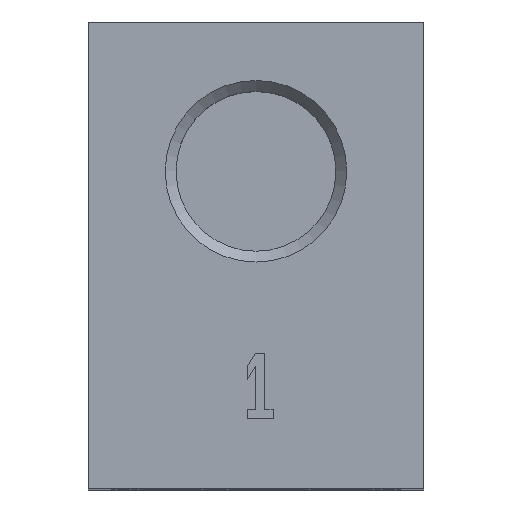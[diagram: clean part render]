
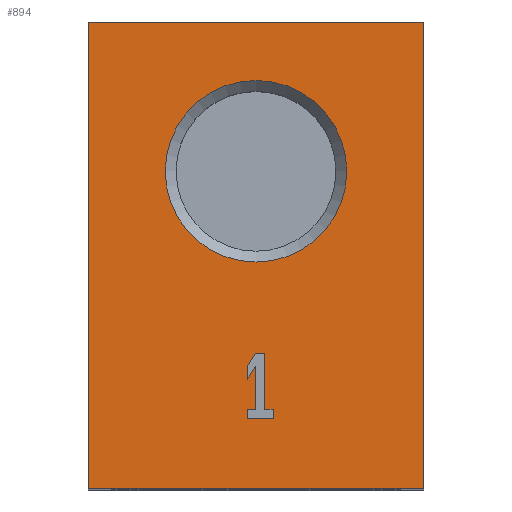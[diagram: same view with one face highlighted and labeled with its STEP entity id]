
A CAD part, top view. The second image highlights one B-rep face of the part: STEP entity #894.
In plain terms, the highlighted planar face has unit normal (0, 0, 1).
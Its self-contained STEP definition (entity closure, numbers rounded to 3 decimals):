
#52=CIRCLE('',#975,4.864);
#109=ORIENTED_EDGE('',*,*,#351,.F.);
#110=ORIENTED_EDGE('',*,*,#352,.F.);
#111=ORIENTED_EDGE('',*,*,#353,.F.);
#112=ORIENTED_EDGE('',*,*,#354,.F.);
#113=ORIENTED_EDGE('',*,*,#355,.F.);
#114=ORIENTED_EDGE('',*,*,#356,.F.);
#115=ORIENTED_EDGE('',*,*,#357,.F.);
#116=ORIENTED_EDGE('',*,*,#358,.F.);
#117=ORIENTED_EDGE('',*,*,#359,.F.);
#118=ORIENTED_EDGE('',*,*,#360,.F.);
#119=ORIENTED_EDGE('',*,*,#361,.F.);
#120=ORIENTED_EDGE('',*,*,#362,.T.);
#121=ORIENTED_EDGE('',*,*,#363,.T.);
#122=ORIENTED_EDGE('',*,*,#318,.F.);
#123=ORIENTED_EDGE('',*,*,#364,.F.);
#124=ORIENTED_EDGE('',*,*,#349,.T.);
#318=EDGE_CURVE('',#440,#437,#527,.T.);
#349=EDGE_CURVE('',#470,#469,#544,.T.);
#351=EDGE_CURVE('',#471,#472,#546,.T.);
#352=EDGE_CURVE('',#473,#471,#547,.T.);
#353=EDGE_CURVE('',#474,#473,#548,.T.);
#354=EDGE_CURVE('',#475,#474,#549,.T.);
#355=EDGE_CURVE('',#476,#475,#550,.T.);
#356=EDGE_CURVE('',#477,#476,#551,.T.);
#357=EDGE_CURVE('',#478,#477,#552,.T.);
#358=EDGE_CURVE('',#479,#478,#553,.T.);
#359=EDGE_CURVE('',#480,#479,#554,.T.);
#360=EDGE_CURVE('',#481,#480,#555,.T.);
#361=EDGE_CURVE('',#472,#481,#556,.T.);
#362=EDGE_CURVE('',#482,#482,#52,.T.);
#363=EDGE_CURVE('',#469,#437,#557,.T.);
#364=EDGE_CURVE('',#470,#440,#558,.T.);
#437=VERTEX_POINT('',#1309);
#440=VERTEX_POINT('',#1314);
#469=VERTEX_POINT('',#1376);
#470=VERTEX_POINT('',#1378);
#471=VERTEX_POINT('',#1382);
#472=VERTEX_POINT('',#1383);
#473=VERTEX_POINT('',#1385);
#474=VERTEX_POINT('',#1387);
#475=VERTEX_POINT('',#1389);
#476=VERTEX_POINT('',#1391);
#477=VERTEX_POINT('',#1393);
#478=VERTEX_POINT('',#1395);
#479=VERTEX_POINT('',#1397);
#480=VERTEX_POINT('',#1399);
#481=VERTEX_POINT('',#1401);
#482=VERTEX_POINT('',#1404);
#527=LINE('',#1315,#616);
#544=LINE('',#1377,#633);
#546=LINE('',#1381,#635);
#547=LINE('',#1384,#636);
#548=LINE('',#1386,#637);
#549=LINE('',#1388,#638);
#550=LINE('',#1390,#639);
#551=LINE('',#1392,#640);
#552=LINE('',#1394,#641);
#553=LINE('',#1396,#642);
#554=LINE('',#1398,#643);
#555=LINE('',#1400,#644);
#556=LINE('',#1402,#645);
#557=LINE('',#1405,#646);
#558=LINE('',#1406,#647);
#616=VECTOR('',#1050,1000.);
#633=VECTOR('',#1099,1000.);
#635=VECTOR('',#1103,1000.);
#636=VECTOR('',#1104,1000.);
#637=VECTOR('',#1105,1000.);
#638=VECTOR('',#1106,1000.);
#639=VECTOR('',#1107,1000.);
#640=VECTOR('',#1108,1000.);
#641=VECTOR('',#1109,1000.);
#642=VECTOR('',#1110,1000.);
#643=VECTOR('',#1111,1000.);
#644=VECTOR('',#1112,1000.);
#645=VECTOR('',#1113,1000.);
#646=VECTOR('',#1116,1000.);
#647=VECTOR('',#1117,1000.);
#713=EDGE_LOOP('',(#109,#110,#111,#112,#113,#114,#115,#116,#117,#118,#119));
#714=EDGE_LOOP('',(#120));
#715=EDGE_LOOP('',(#121,#122,#123,#124));
#790=FACE_BOUND('',#713,.T.);
#791=FACE_BOUND('',#714,.T.);
#792=FACE_BOUND('',#715,.T.);
#859=PLANE('',#974);
#894=ADVANCED_FACE('',(#790,#791,#792),#859,.F.);
#974=AXIS2_PLACEMENT_3D('',#1380,#1101,#1102);
#975=AXIS2_PLACEMENT_3D('',#1403,#1114,#1115);
#1050=DIRECTION('',(-1.,0.,0.));
#1099=DIRECTION('',(-1.,0.,0.));
#1101=DIRECTION('',(0.,0.,-1.));
#1102=DIRECTION('',(-1.,0.,0.));
#1103=DIRECTION('',(0.,-1.,0.));
#1104=DIRECTION('',(-1.,0.,0.));
#1105=DIRECTION('',(0.,-1.,0.));
#1106=DIRECTION('',(0.545,0.838,0.));
#1107=DIRECTION('',(0.,-1.,0.));
#1108=DIRECTION('',(-0.545,-0.838,0.));
#1109=DIRECTION('',(-1.,0.,0.));
#1110=DIRECTION('',(0.,1.,0.));
#1111=DIRECTION('',(-1.,0.,0.));
#1112=DIRECTION('',(0.,1.,0.));
#1113=DIRECTION('',(1.,0.,0.));
#1114=DIRECTION('',(0.,0.,-1.));
#1115=DIRECTION('',(-1.,0.,0.));
#1116=DIRECTION('',(0.,-1.,0.));
#1117=DIRECTION('',(0.,-1.,0.));
#1309=CARTESIAN_POINT('',(0.,0.,0.));
#1314=CARTESIAN_POINT('',(18.,0.,0.));
#1315=CARTESIAN_POINT('',(18.,0.,0.));
#1376=CARTESIAN_POINT('',(0.,25.,0.));
#1377=CARTESIAN_POINT('',(18.,25.,0.));
#1378=CARTESIAN_POINT('',(18.,25.,0.));
#1380=CARTESIAN_POINT('',(18.,25.,0.));
#1381=CARTESIAN_POINT('',(8.52,4.24,0.));
#1382=CARTESIAN_POINT('',(8.52,4.24,0.));
#1383=CARTESIAN_POINT('',(8.52,3.75,0.));
#1384=CARTESIAN_POINT('',(8.975,4.24,0.));
#1385=CARTESIAN_POINT('',(8.975,4.24,0.));
#1386=CARTESIAN_POINT('',(8.975,6.55,0.));
#1387=CARTESIAN_POINT('',(8.975,6.55,0.));
#1388=CARTESIAN_POINT('',(8.52,5.85,0.));
#1389=CARTESIAN_POINT('',(8.52,5.85,0.));
#1390=CARTESIAN_POINT('',(8.52,6.55,0.));
#1391=CARTESIAN_POINT('',(8.52,6.55,0.));
#1392=CARTESIAN_POINT('',(8.975,7.25,0.));
#1393=CARTESIAN_POINT('',(8.975,7.25,0.));
#1394=CARTESIAN_POINT('',(9.465,7.25,0.));
#1395=CARTESIAN_POINT('',(9.465,7.25,0.));
#1396=CARTESIAN_POINT('',(9.465,4.24,0.));
#1397=CARTESIAN_POINT('',(9.465,4.24,0.));
#1398=CARTESIAN_POINT('',(9.92,4.24,0.));
#1399=CARTESIAN_POINT('',(9.92,4.24,0.));
#1400=CARTESIAN_POINT('',(9.92,3.75,0.));
#1401=CARTESIAN_POINT('',(9.92,3.75,0.));
#1402=CARTESIAN_POINT('',(8.52,3.75,0.));
#1403=CARTESIAN_POINT('',(9.,17.,0.));
#1404=CARTESIAN_POINT('',(4.136,17.,0.));
#1405=CARTESIAN_POINT('',(0.,25.,0.));
#1406=CARTESIAN_POINT('',(18.,25.,0.));
